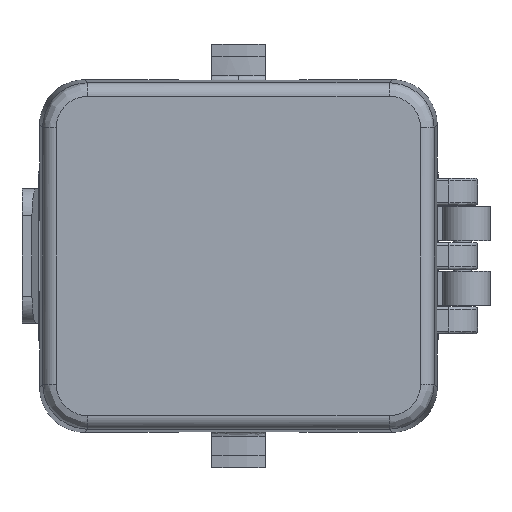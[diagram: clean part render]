
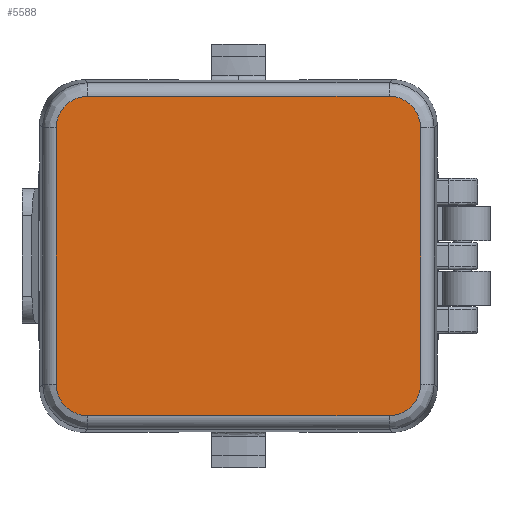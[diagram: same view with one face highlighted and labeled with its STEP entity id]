
A CAD part, front view. The second image highlights one B-rep face of the part: STEP entity #5588.
In plain terms, the highlighted planar face has unit normal (0, -1, 0).
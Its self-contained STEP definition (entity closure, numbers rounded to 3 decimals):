
#50 = CARTESIAN_POINT ( 'NONE',  ( -20.251, 0., 14.251 ) ) ;
#391 = CARTESIAN_POINT ( 'NONE',  ( 16.751, 0., -17.751 ) ) ;
#530 = CARTESIAN_POINT ( 'NONE',  ( 18.518, 0., -17.308 ) ) ;
#667 = CARTESIAN_POINT ( 'NONE',  ( -17.661, 0., -17.662 ) ) ;
#731 = EDGE_CURVE ( 'NONE', #4851, #2206, #9753, .T. ) ;
#973 = EDGE_CURVE ( 'NONE', #9973, #4846, #6733, .T. ) ;
#1225 = DIRECTION ( 'NONE',  ( 0., -1., 0. ) ) ;
#1393 = CARTESIAN_POINT ( 'NONE',  ( -17.215, 0., -17.751 ) ) ;
#1485 = CARTESIAN_POINT ( 'NONE',  ( 0., 0., 0. ) ) ;
#1534 = EDGE_CURVE ( 'NONE', #8866, #8556, #10250, .T. ) ;
#1663 = CARTESIAN_POINT ( 'NONE',  ( -19.554, 0., -16.397 ) ) ;
#1992 = CARTESIAN_POINT ( 'NONE',  ( -19.554, 0., 16.397 ) ) ;
#2206 = VERTEX_POINT ( 'NONE', #6124 ) ;
#2412 = CARTESIAN_POINT ( 'NONE',  ( -18.898, 0., -17.054 ) ) ;
#2623 = ORIENTED_EDGE ( 'NONE', *, *, #5712, .T. ) ;
#2696 = VECTOR ( 'NONE', #5154, 1000. ) ;
#3077 = CARTESIAN_POINT ( 'NONE',  ( -18.898, 0., 17.054 ) ) ;
#3126 = CARTESIAN_POINT ( 'NONE',  ( 17.661, 0., 17.662 ) ) ;
#3301 = CARTESIAN_POINT ( 'NONE',  ( 20.251, 0., 0. ) ) ;
#3355 = AXIS2_PLACEMENT_3D ( 'NONE', #1485, #1225, #5563 ) ;
#3556 = CARTESIAN_POINT ( 'NONE',  ( -20.251, 0., -14.715 ) ) ;
#3646 = CARTESIAN_POINT ( 'NONE',  ( 0., 0., 17.751 ) ) ;
#3691 = CARTESIAN_POINT ( 'NONE',  ( -16.751, 0., 17.751 ) ) ;
#4002 = CARTESIAN_POINT ( 'NONE',  ( 18.897, 0., 17.054 ) ) ;
#4311 = PLANE ( 'NONE',  #3355 ) ;
#4491 = CARTESIAN_POINT ( 'NONE',  ( -20.251, 0., 0. ) ) ;
#4617 = CARTESIAN_POINT ( 'NONE',  ( 20.251, 0., -14.715 ) ) ;
#4650 = ORIENTED_EDGE ( 'NONE', *, *, #731, .T. ) ;
#4673 = CARTESIAN_POINT ( 'NONE',  ( -20.251, 0., -14.251 ) ) ;
#4724 = ORIENTED_EDGE ( 'NONE', *, *, #7989, .T. ) ;
#4745 = VECTOR ( 'NONE', #6687, 1000. ) ;
#4846 = VERTEX_POINT ( 'NONE', #6546 ) ;
#4851 = VERTEX_POINT ( 'NONE', #3691 ) ;
#5154 = DIRECTION ( 'NONE',  ( 0., 0., 1. ) ) ;
#5235 = ORIENTED_EDGE ( 'NONE', *, *, #11983, .T. ) ;
#5475 = CARTESIAN_POINT ( 'NONE',  ( 17.661, 0., -17.662 ) ) ;
#5541 = CARTESIAN_POINT ( 'NONE',  ( -16.751, 0., -17.751 ) ) ;
#5563 = DIRECTION ( 'NONE',  ( 0., 0., -1. ) ) ;
#5588 = ADVANCED_FACE ( 'NONE', ( #10669 ), #4311, .T. ) ;
#5611 = CARTESIAN_POINT ( 'NONE',  ( -20.162, 0., -15.161 ) ) ;
#5712 = EDGE_CURVE ( 'NONE', #7116, #4851, #12802, .T. ) ;
#5907 = B_SPLINE_CURVE_WITH_KNOTS ( 'NONE', 3,
 ( #391, #11648, #5475, #530, #6478, #6680, #11713, #6611, #4617, #10717 ),
 .UNSPECIFIED., .F., .F.,
 ( 4, 2, 2, 2, 4 ),
 ( 0., 0.25, 0.5, 0.75, 1. ),
 .UNSPECIFIED. ) ;
#5922 = CARTESIAN_POINT ( 'NONE',  ( 17.215, 0., 17.751 ) ) ;
#5992 = CARTESIAN_POINT ( 'NONE',  ( 20.251, 0., 14.715 ) ) ;
#6070 = CARTESIAN_POINT ( 'NONE',  ( -19.808, 0., 16.018 ) ) ;
#6124 = CARTESIAN_POINT ( 'NONE',  ( -20.251, 0., 14.251 ) ) ;
#6261 = VERTEX_POINT ( 'NONE', #4673 ) ;
#6478 = CARTESIAN_POINT ( 'NONE',  ( 18.897, 0., -17.054 ) ) ;
#6546 = CARTESIAN_POINT ( 'NONE',  ( 16.751, 0., -17.751 ) ) ;
#6611 = CARTESIAN_POINT ( 'NONE',  ( 20.162, 0., -15.161 ) ) ;
#6670 = CARTESIAN_POINT ( 'NONE',  ( 0., 0., -17.751 ) ) ;
#6680 = CARTESIAN_POINT ( 'NONE',  ( 19.554, 0., -16.398 ) ) ;
#6687 = DIRECTION ( 'NONE',  ( 0., 0., -1. ) ) ;
#6733 = LINE ( 'NONE', #6670, #11366 ) ;
#6860 = CARTESIAN_POINT ( 'NONE',  ( -16.751, 0., -17.751 ) ) ;
#7116 = VERTEX_POINT ( 'NONE', #11049 ) ;
#7989 = EDGE_CURVE ( 'NONE', #2206, #6261, #12786, .T. ) ;
#8007 = CARTESIAN_POINT ( 'NONE',  ( 16.751, 0., 17.751 ) ) ;
#8088 = CARTESIAN_POINT ( 'NONE',  ( -16.751, 0., 17.751 ) ) ;
#8199 = CARTESIAN_POINT ( 'NONE',  ( 18.518, 0., 17.308 ) ) ;
#8556 = VERTEX_POINT ( 'NONE', #10907 ) ;
#8744 = ORIENTED_EDGE ( 'NONE', *, *, #973, .T. ) ;
#8763 = CARTESIAN_POINT ( 'NONE',  ( -19.808, 0., -16.018 ) ) ;
#8866 = VERTEX_POINT ( 'NONE', #8869 ) ;
#8869 = CARTESIAN_POINT ( 'NONE',  ( 20.251, 0., -14.251 ) ) ;
#9199 = CARTESIAN_POINT ( 'NONE',  ( 19.554, 0., 16.398 ) ) ;
#9257 = ORIENTED_EDGE ( 'NONE', *, *, #12018, .T. ) ;
#9702 = CARTESIAN_POINT ( 'NONE',  ( -18.518, 0., -17.307 ) ) ;
#9753 = B_SPLINE_CURVE_WITH_KNOTS ( 'NONE', 3,
 ( #8088, #12242, #11176, #12371, #3077, #1992, #6070, #10163, #10226, #50 ),
 .UNSPECIFIED., .F., .F.,
 ( 4, 2, 2, 2, 4 ),
 ( 0., 0.25, 0.5, 0.75, 1. ),
 .UNSPECIFIED. ) ;
#9793 = DIRECTION ( 'NONE',  ( -1., 0., 0. ) ) ;
#9973 = VERTEX_POINT ( 'NONE', #6860 ) ;
#10163 = CARTESIAN_POINT ( 'NONE',  ( -20.162, 0., 15.161 ) ) ;
#10189 = VECTOR ( 'NONE', #9793, 1000. ) ;
#10226 = CARTESIAN_POINT ( 'NONE',  ( -20.251, 0., 14.715 ) ) ;
#10250 = LINE ( 'NONE', #3301, #2696 ) ;
#10279 = CARTESIAN_POINT ( 'NONE',  ( 20.162, 0., 15.161 ) ) ;
#10388 = EDGE_LOOP ( 'NONE', ( #8744, #5235, #11720, #11361, #2623, #4650, #4724, #9257 ) ) ;
#10669 = FACE_OUTER_BOUND ( 'NONE', #10388, .T. ) ;
#10716 = B_SPLINE_CURVE_WITH_KNOTS ( 'NONE', 3,
 ( #10849, #3556, #5611, #8763, #1663, #2412, #9702, #667, #1393, #5541 ),
 .UNSPECIFIED., .F., .F.,
 ( 4, 2, 2, 2, 4 ),
 ( 0., 0.25, 0.5, 0.75, 1. ),
 .UNSPECIFIED. ) ;
#10717 = CARTESIAN_POINT ( 'NONE',  ( 20.251, 0., -14.251 ) ) ;
#10831 = CARTESIAN_POINT ( 'NONE',  ( 20.251, 0., 14.251 ) ) ;
#10849 = CARTESIAN_POINT ( 'NONE',  ( -20.251, 0., -14.251 ) ) ;
#10907 = CARTESIAN_POINT ( 'NONE',  ( 20.251, 0., 14.251 ) ) ;
#11049 = CARTESIAN_POINT ( 'NONE',  ( 16.751, 0., 17.751 ) ) ;
#11110 = EDGE_CURVE ( 'NONE', #8556, #7116, #11652, .T. ) ;
#11176 = CARTESIAN_POINT ( 'NONE',  ( -17.661, 0., 17.662 ) ) ;
#11222 = CARTESIAN_POINT ( 'NONE',  ( 19.808, 0., 16.018 ) ) ;
#11361 = ORIENTED_EDGE ( 'NONE', *, *, #11110, .T. ) ;
#11366 = VECTOR ( 'NONE', #11971, 1000. ) ;
#11648 = CARTESIAN_POINT ( 'NONE',  ( 17.215, 0., -17.751 ) ) ;
#11652 = B_SPLINE_CURVE_WITH_KNOTS ( 'NONE', 3,
 ( #10831, #5992, #10279, #11222, #9199, #4002, #8199, #3126, #5922, #8007 ),
 .UNSPECIFIED., .F., .F.,
 ( 4, 2, 2, 2, 4 ),
 ( 0., 0.25, 0.5, 0.75, 1. ),
 .UNSPECIFIED. ) ;
#11713 = CARTESIAN_POINT ( 'NONE',  ( 19.807, 0., -16.018 ) ) ;
#11720 = ORIENTED_EDGE ( 'NONE', *, *, #1534, .T. ) ;
#11971 = DIRECTION ( 'NONE',  ( 1., 0., 0. ) ) ;
#11983 = EDGE_CURVE ( 'NONE', #4846, #8866, #5907, .T. ) ;
#12018 = EDGE_CURVE ( 'NONE', #6261, #9973, #10716, .T. ) ;
#12242 = CARTESIAN_POINT ( 'NONE',  ( -17.215, 0., 17.751 ) ) ;
#12371 = CARTESIAN_POINT ( 'NONE',  ( -18.518, 0., 17.308 ) ) ;
#12786 = LINE ( 'NONE', #4491, #4745 ) ;
#12802 = LINE ( 'NONE', #3646, #10189 ) ;
